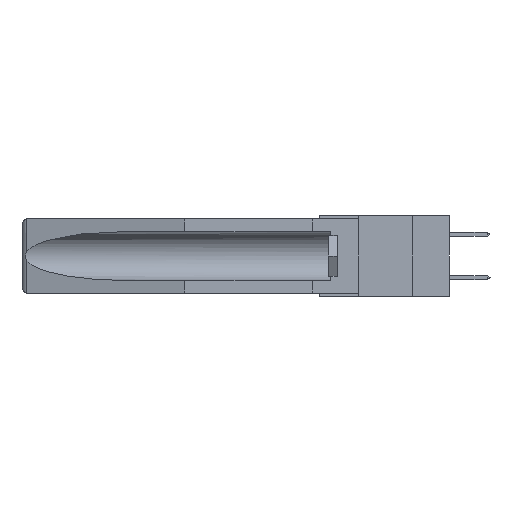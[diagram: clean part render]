
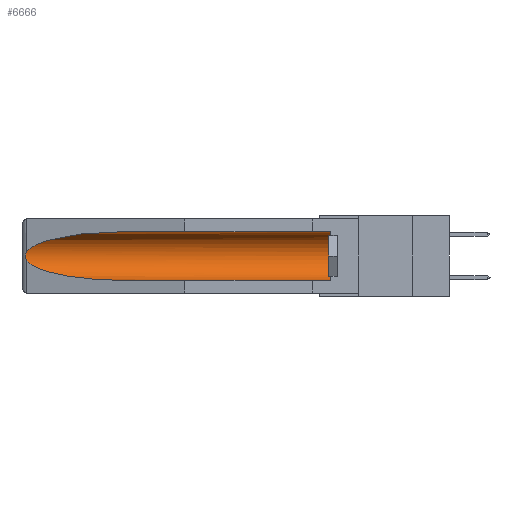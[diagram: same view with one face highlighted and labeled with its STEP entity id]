
A CAD part, left-side view. The second image highlights one B-rep face of the part: STEP entity #6666.
In plain terms, the highlighted cylindrical face has radius 2.857 mm (diameter 5.715 mm), a partial arc.
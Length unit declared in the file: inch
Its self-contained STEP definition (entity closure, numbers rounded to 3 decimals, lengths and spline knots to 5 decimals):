
#731 = CARTESIAN_POINT ( 'NONE',  ( 0.25451, 1.48313, -0.09465 ) ) ;
#743 = CARTESIAN_POINT ( 'NONE',  ( 0.2673, 1.5327, -0.16383 ) ) ;
#1708 = VERTEX_POINT ( 'NONE', #2112 ) ;
#1711 = CARTESIAN_POINT ( 'NONE',  ( 0.26537, 1.52718, -0.19328 ) ) ;
#2014 = VERTEX_POINT ( 'NONE', #2130 ) ;
#2112 = CARTESIAN_POINT ( 'NONE',  ( 0.155, 1.07973, -0.284 ) ) ;
#2130 = CARTESIAN_POINT ( 'NONE',  ( 0.155, 1.07973, -0.059 ) ) ;
#3006 = CYLINDRICAL_SURFACE ( 'NONE', #7712, 0.1125 ) ;
#3956 = ORIENTED_EDGE ( 'NONE', *, *, #4771, .F. ) ;
#4292 = FACE_OUTER_BOUND ( 'NONE', #8120, .T. ) ;
#4771 = EDGE_CURVE ( 'NONE', #16842, #1708, #22945, .T. ) ;
#4796 = EDGE_CURVE ( 'NONE', #12209, #2014, #14960, .T. ) ;
#4892 = ORIENTED_EDGE ( 'NONE', *, *, #4796, .T. ) ;
#4906 = CARTESIAN_POINT ( 'NONE',  ( 0.26537, 1.52718, -0.14972 ) ) ;
#5033 = CARTESIAN_POINT ( 'NONE',  ( 0.26654, 1.53092, -0.15636 ) ) ;
#5091 = CARTESIAN_POINT ( 'NONE',  ( 0.21114, 1.30732, -0.284 ) ) ;
#5583 = CARTESIAN_POINT ( 'NONE',  ( 0.155, 0.126, -0.1715 ) ) ;
#5891 = CARTESIAN_POINT ( 'NONE',  ( 0.21114, 1.30732, -0.059 ) ) ;
#6206 =( BOUNDED_CURVE ( )  B_SPLINE_CURVE ( 3, ( #20339, #5891, #731, #22791 ),
 .UNSPECIFIED., .F., .F. ) 
 B_SPLINE_CURVE_WITH_KNOTS ( ( 4, 4 ),
 ( 4.71239, 6.08839 ),
 .UNSPECIFIED. ) 
 CURVE ( )  GEOMETRIC_REPRESENTATION_ITEM ( )  RATIONAL_B_SPLINE_CURVE ( ( 1., 0.848, 0.848, 1. ) ) 
 REPRESENTATION_ITEM ( '' )  );
#6561 = DIRECTION ( 'NONE',  ( 0., 1., 0. ) ) ;
#6666 = ADVANCED_FACE ( 'NONE', ( #4292 ), #3006, .F. ) ;
#6924 = CARTESIAN_POINT ( 'NONE',  ( 0.155, 1.07973, -0.284 ) ) ;
#7712 = AXIS2_PLACEMENT_3D ( 'NONE', #15207, #8065, #17451 ) ;
#8065 = DIRECTION ( 'NONE',  ( 0., 1., 0. ) ) ;
#8120 = EDGE_LOOP ( 'NONE', ( #10631, #8518, #14436, #3956, #11809, #4892 ) ) ;
#8518 = ORIENTED_EDGE ( 'NONE', *, *, #13526, .T. ) ;
#8725 = B_SPLINE_CURVE_WITH_KNOTS ( 'NONE', 3,
 ( #17623, #10545, #5033, #743, #8910, #10138, #18228, #15762, #17274, #12798 ),
 .UNSPECIFIED., .F., .F.,
 ( 4, 2, 2, 2, 4 ),
 ( 0., 0.00029, 0.00058, 0.00087, 0.00117 ),
 .UNSPECIFIED. ) ;
#8910 = CARTESIAN_POINT ( 'NONE',  ( 0.2675, 1.53308, -0.16763 ) ) ;
#9222 = CIRCLE ( 'NONE', #14911, 0.1125 ) ;
#9566 = VECTOR ( 'NONE', #6561, 39.37008 ) ;
#10138 = CARTESIAN_POINT ( 'NONE',  ( 0.2675, 1.53308, -0.17534 ) ) ;
#10222 = CARTESIAN_POINT ( 'NONE',  ( 0.155, 0.126, -0.284 ) ) ;
#10545 = CARTESIAN_POINT ( 'NONE',  ( 0.26597, 1.52961, -0.15275 ) ) ;
#10631 = ORIENTED_EDGE ( 'NONE', *, *, #15563, .T. ) ;
#10836 = CARTESIAN_POINT ( 'NONE',  ( 0.155, 0.126, -0.059 ) ) ;
#11532 = CARTESIAN_POINT ( 'NONE',  ( 0.155, -0.30754, -0.059 ) ) ;
#11809 = ORIENTED_EDGE ( 'NONE', *, *, #18633, .T. ) ;
#12209 = VERTEX_POINT ( 'NONE', #10836 ) ;
#12416 = CARTESIAN_POINT ( 'NONE',  ( 0.25451, 1.48313, -0.24835 ) ) ;
#12798 = CARTESIAN_POINT ( 'NONE',  ( 0.26537, 1.52718, -0.19328 ) ) ;
#13457 = EDGE_CURVE ( 'NONE', #14558, #1708, #16911, .T. ) ;
#13526 = EDGE_CURVE ( 'NONE', #19109, #14558, #8725, .T. ) ;
#14436 = ORIENTED_EDGE ( 'NONE', *, *, #13457, .T. ) ;
#14558 = VERTEX_POINT ( 'NONE', #1711 ) ;
#14911 = AXIS2_PLACEMENT_3D ( 'NONE', #5583, #20335, #16838 ) ;
#14960 = LINE ( 'NONE', #11532, #9566 ) ;
#15192 = DIRECTION ( 'NONE',  ( 0., 1., 0. ) ) ;
#15207 = CARTESIAN_POINT ( 'NONE',  ( 0.155, -0.30754, -0.1715 ) ) ;
#15233 = VECTOR ( 'NONE', #15192, 39.37008 ) ;
#15563 = EDGE_CURVE ( 'NONE', #2014, #19109, #6206, .T. ) ;
#15762 = CARTESIAN_POINT ( 'NONE',  ( 0.26655, 1.53094, -0.18657 ) ) ;
#16838 = DIRECTION ( 'NONE',  ( 0., 0., 1. ) ) ;
#16842 = VERTEX_POINT ( 'NONE', #10222 ) ;
#16911 =( BOUNDED_CURVE ( )  B_SPLINE_CURVE ( 3, ( #21348, #12416, #5091, #6924 ),
 .UNSPECIFIED., .F., .T. ) 
 B_SPLINE_CURVE_WITH_KNOTS ( ( 4, 4 ),
 ( 0.1948, 1.5708 ),
 .UNSPECIFIED. ) 
 CURVE ( )  GEOMETRIC_REPRESENTATION_ITEM ( )  RATIONAL_B_SPLINE_CURVE ( ( 1., 0.848, 0.848, 1. ) ) 
 REPRESENTATION_ITEM ( '' )  );
#17274 = CARTESIAN_POINT ( 'NONE',  ( 0.26597, 1.5296, -0.19026 ) ) ;
#17451 = DIRECTION ( 'NONE',  ( 0., 0., 1. ) ) ;
#17623 = CARTESIAN_POINT ( 'NONE',  ( 0.26537, 1.52718, -0.14972 ) ) ;
#18228 = CARTESIAN_POINT ( 'NONE',  ( 0.2673, 1.53269, -0.17917 ) ) ;
#18633 = EDGE_CURVE ( 'NONE', #16842, #12209, #9222, .T. ) ;
#19109 = VERTEX_POINT ( 'NONE', #4906 ) ;
#20335 = DIRECTION ( 'NONE',  ( 0., -1., 0. ) ) ;
#20339 = CARTESIAN_POINT ( 'NONE',  ( 0.155, 1.07973, -0.059 ) ) ;
#21348 = CARTESIAN_POINT ( 'NONE',  ( 0.26537, 1.52718, -0.19328 ) ) ;
#22448 = CARTESIAN_POINT ( 'NONE',  ( 0.155, -0.30754, -0.284 ) ) ;
#22791 = CARTESIAN_POINT ( 'NONE',  ( 0.26537, 1.52718, -0.14972 ) ) ;
#22945 = LINE ( 'NONE', #22448, #15233 ) ;
